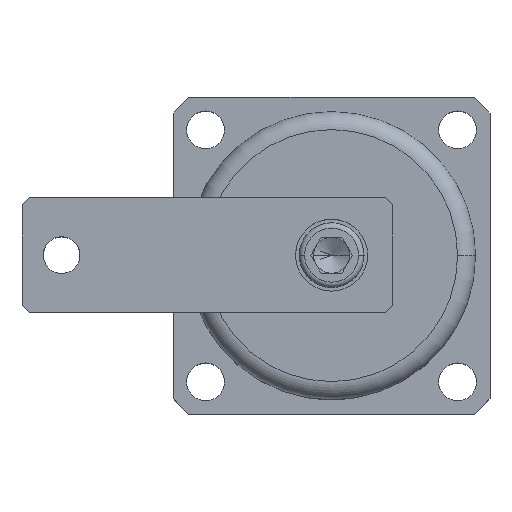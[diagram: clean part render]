
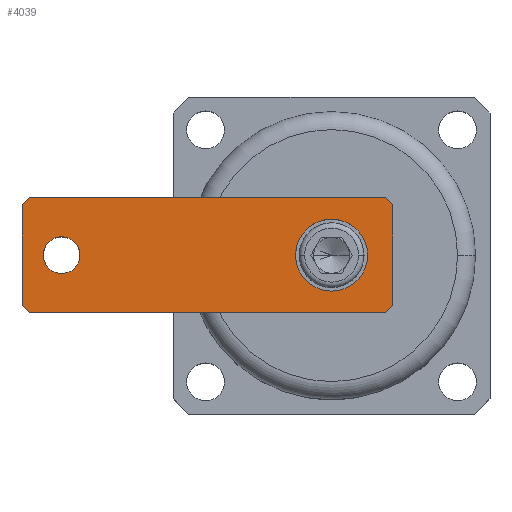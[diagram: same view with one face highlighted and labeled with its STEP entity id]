
A CAD part, top view. The second image highlights one B-rep face of the part: STEP entity #4039.
In plain terms, the highlighted face is planar.
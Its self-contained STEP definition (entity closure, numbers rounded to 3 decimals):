
#297 = ORIENTED_EDGE ( 'NONE', *, *, #4231, .F. ) ;
#298 = ORIENTED_EDGE ( 'NONE', *, *, #4196, .F. ) ;
#299 = ORIENTED_EDGE ( 'NONE', *, *, #4232, .F. ) ;
#300 = ORIENTED_EDGE ( 'NONE', *, *, #4200, .F. ) ;
#301 = ORIENTED_EDGE ( 'NONE', *, *, #4220, .T. ) ;
#302 = ORIENTED_EDGE ( 'NONE', *, *, #4233, .T. ) ;
#303 = ORIENTED_EDGE ( 'NONE', *, *, #4222, .T. ) ;
#304 = ORIENTED_EDGE ( 'NONE', *, *, #4234, .T. ) ;
#305 = ORIENTED_EDGE ( 'NONE', *, *, #4225, .T. ) ;
#306 = ORIENTED_EDGE ( 'NONE', *, *, #4235, .T. ) ;
#423 = EDGE_LOOP ( 'NONE', ( #297, #298 ) ) ;
#457 = EDGE_LOOP ( 'NONE', ( #301, #302, #303, #304, #305, #306, #2175, #2176 ) ) ;
#495 = EDGE_LOOP ( 'NONE', ( #299, #300 ) ) ;
#655 = AXIS2_PLACEMENT_3D ( 'NONE', #818, #812, #822 ) ;
#703 = AXIS2_PLACEMENT_3D ( 'NONE', #3757, #3758, #3759 ) ;
#705 = AXIS2_PLACEMENT_3D ( 'NONE', #3767, #3768, #3769 ) ;
#712 = AXIS2_PLACEMENT_3D ( 'NONE', #3836, #3837, #3838 ) ;
#713 = AXIS2_PLACEMENT_3D ( 'NONE', #3839, #3840, #3841 ) ;
#812 = DIRECTION ( 'NONE',  ( 0., 1., 0. ) ) ;
#818 = CARTESIAN_POINT ( 'NONE',  ( 0., 16., 0. ) ) ;
#820 = PLANE ( 'NONE',  #655 ) ;
#822 = DIRECTION ( 'NONE',  ( 0., 0., 1. ) ) ;
#2093 = VERTEX_POINT ( 'NONE', #5680 ) ;
#2099 = VERTEX_POINT ( 'NONE', #5686 ) ;
#2100 = VERTEX_POINT ( 'NONE', #5687 ) ;
#2103 = VERTEX_POINT ( 'NONE', #5690 ) ;
#2104 = VERTEX_POINT ( 'NONE', #5691 ) ;
#2114 = VERTEX_POINT ( 'NONE', #5701 ) ;
#2116 = VERTEX_POINT ( 'NONE', #5703 ) ;
#2117 = VERTEX_POINT ( 'NONE', #5704 ) ;
#2118 = VERTEX_POINT ( 'NONE', #5705 ) ;
#2119 = VERTEX_POINT ( 'NONE', #5706 ) ;
#2120 = VERTEX_POINT ( 'NONE', #5707 ) ;
#2121 = VERTEX_POINT ( 'NONE', #5708 ) ;
#2175 = ORIENTED_EDGE ( 'NONE', *, *, #4229, .T. ) ;
#2176 = ORIENTED_EDGE ( 'NONE', *, *, #4236, .T. ) ;
#2607 = FACE_BOUND ( 'NONE', #423, .T. ) ;
#2608 = FACE_OUTER_BOUND ( 'NONE', #457, .T. ) ;
#2610 = FACE_BOUND ( 'NONE', #495, .T. ) ;
#3093 = CIRCLE ( 'NONE', #703, 5.1 ) ;
#3099 = CIRCLE ( 'NONE', #705, 10. ) ;
#3133 = LINE ( 'NONE', #3813, #3136 ) ;
#3136 = VECTOR ( 'NONE', #3814, 1000. ) ;
#3137 = LINE ( 'NONE', #3816, #3140 ) ;
#3140 = VECTOR ( 'NONE', #3817, 1000. ) ;
#3143 = LINE ( 'NONE', #3822, #3146 ) ;
#3146 = VECTOR ( 'NONE', #3823, 1000. ) ;
#3151 = LINE ( 'NONE', #3830, #3154 ) ;
#3154 = VECTOR ( 'NONE', #3831, 1000. ) ;
#3155 = CIRCLE ( 'NONE', #712, 5.1 ) ;
#3157 = CIRCLE ( 'NONE', #713, 10. ) ;
#3158 = LINE ( 'NONE', #3834, #3160 ) ;
#3159 = LINE ( 'NONE', #3842, #3162 ) ;
#3160 = VECTOR ( 'NONE', #3835, 1000. ) ;
#3161 = LINE ( 'NONE', #3844, #3164 ) ;
#3162 = VECTOR ( 'NONE', #3843, 1000. ) ;
#3163 = LINE ( 'NONE', #3846, #3166 ) ;
#3164 = VECTOR ( 'NONE', #3845, 1000. ) ;
#3166 = VECTOR ( 'NONE', #3847, 1000. ) ;
#3757 = CARTESIAN_POINT ( 'NONE',  ( -40.5, 16., 0. ) ) ;
#3758 = DIRECTION ( 'NONE',  ( 0., 1., 0. ) ) ;
#3759 = DIRECTION ( 'NONE',  ( 0., 0., 1. ) ) ;
#3767 = CARTESIAN_POINT ( 'NONE',  ( 34.5, 16., 0. ) ) ;
#3768 = DIRECTION ( 'NONE',  ( 0., 1., 0. ) ) ;
#3769 = DIRECTION ( 'NONE',  ( 0., 0., 1. ) ) ;
#3813 = CARTESIAN_POINT ( 'NONE',  ( 51.5, 16., -16. ) ) ;
#3814 = DIRECTION ( 'NONE',  ( 0., 0., -1. ) ) ;
#3816 = CARTESIAN_POINT ( 'NONE',  ( -51.5, 16., -16. ) ) ;
#3817 = DIRECTION ( 'NONE',  ( -1., 0., 0. ) ) ;
#3822 = CARTESIAN_POINT ( 'NONE',  ( -51.5, 16., -16. ) ) ;
#3823 = DIRECTION ( 'NONE',  ( 0., 0., 1. ) ) ;
#3830 = CARTESIAN_POINT ( 'NONE',  ( -51.5, 16., 16. ) ) ;
#3831 = DIRECTION ( 'NONE',  ( 1., 0., 0. ) ) ;
#3834 = CARTESIAN_POINT ( 'NONE',  ( 32.75, 16., -32.75 ) ) ;
#3835 = DIRECTION ( 'NONE',  ( -0.707, 0., -0.707 ) ) ;
#3836 = CARTESIAN_POINT ( 'NONE',  ( -40.5, 16., 0. ) ) ;
#3837 = DIRECTION ( 'NONE',  ( 0., 1., 0. ) ) ;
#3838 = DIRECTION ( 'NONE',  ( 0., 0., 1. ) ) ;
#3839 = CARTESIAN_POINT ( 'NONE',  ( 34.5, 16., 0. ) ) ;
#3840 = DIRECTION ( 'NONE',  ( 0., 1., 0. ) ) ;
#3841 = DIRECTION ( 'NONE',  ( 0., 0., 1. ) ) ;
#3842 = CARTESIAN_POINT ( 'NONE',  ( -32.75, 16., -32.75 ) ) ;
#3843 = DIRECTION ( 'NONE',  ( -0.707, 0., 0.707 ) ) ;
#3844 = CARTESIAN_POINT ( 'NONE',  ( -32.75, 16., 32.75 ) ) ;
#3845 = DIRECTION ( 'NONE',  ( 0.707, 0., 0.707 ) ) ;
#3846 = CARTESIAN_POINT ( 'NONE',  ( 32.75, 16., 32.75 ) ) ;
#3847 = DIRECTION ( 'NONE',  ( 0.707, 0., -0.707 ) ) ;
#4039 = ADVANCED_FACE ( 'NONE', ( #2607, #2610, #2608 ), #820, .T. ) ;
#4196 = EDGE_CURVE ( 'NONE', #2099, #2100, #3093, .T. ) ;
#4200 = EDGE_CURVE ( 'NONE', #2103, #2104, #3099, .T. ) ;
#4220 = EDGE_CURVE ( 'NONE', #2117, #2114, #3133, .T. ) ;
#4222 = EDGE_CURVE ( 'NONE', #2116, #2118, #3137, .T. ) ;
#4225 = EDGE_CURVE ( 'NONE', #2121, #2093, #3143, .T. ) ;
#4229 = EDGE_CURVE ( 'NONE', #2120, #2119, #3151, .T. ) ;
#4231 = EDGE_CURVE ( 'NONE', #2100, #2099, #3155, .T. ) ;
#4232 = EDGE_CURVE ( 'NONE', #2104, #2103, #3157, .T. ) ;
#4233 = EDGE_CURVE ( 'NONE', #2114, #2116, #3158, .T. ) ;
#4234 = EDGE_CURVE ( 'NONE', #2118, #2121, #3159, .T. ) ;
#4235 = EDGE_CURVE ( 'NONE', #2093, #2120, #3161, .T. ) ;
#4236 = EDGE_CURVE ( 'NONE', #2119, #2117, #3163, .T. ) ;
#5680 = CARTESIAN_POINT ( 'NONE',  ( -51.5, 16., 14. ) ) ;
#5686 = CARTESIAN_POINT ( 'NONE',  ( -40.5, 16., -5.1 ) ) ;
#5687 = CARTESIAN_POINT ( 'NONE',  ( -40.5, 16., 5.1 ) ) ;
#5690 = CARTESIAN_POINT ( 'NONE',  ( 34.5, 16., -10. ) ) ;
#5691 = CARTESIAN_POINT ( 'NONE',  ( 34.5, 16., 10. ) ) ;
#5701 = CARTESIAN_POINT ( 'NONE',  ( 51.5, 16., -14. ) ) ;
#5703 = CARTESIAN_POINT ( 'NONE',  ( 49.5, 16., -16. ) ) ;
#5704 = CARTESIAN_POINT ( 'NONE',  ( 51.5, 16., 14. ) ) ;
#5705 = CARTESIAN_POINT ( 'NONE',  ( -49.5, 16., -16. ) ) ;
#5706 = CARTESIAN_POINT ( 'NONE',  ( 49.5, 16., 16. ) ) ;
#5707 = CARTESIAN_POINT ( 'NONE',  ( -49.5, 16., 16. ) ) ;
#5708 = CARTESIAN_POINT ( 'NONE',  ( -51.5, 16., -14. ) ) ;
